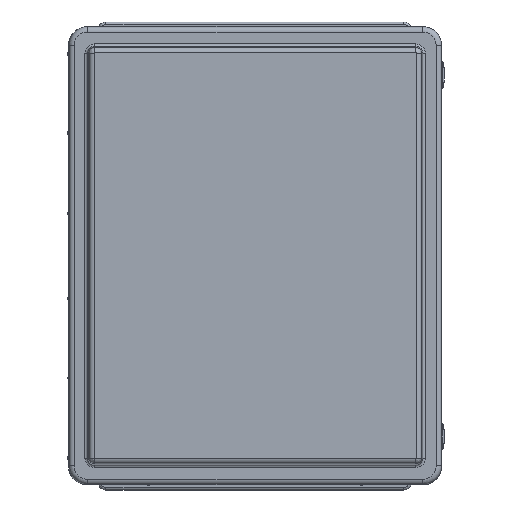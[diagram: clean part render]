
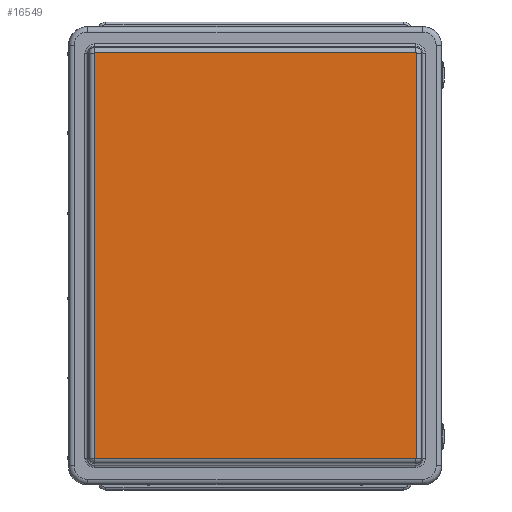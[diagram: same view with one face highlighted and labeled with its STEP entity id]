
A CAD part, top view. The second image highlights one B-rep face of the part: STEP entity #16549.
In plain terms, the highlighted planar face has unit normal (0, 0, 1).
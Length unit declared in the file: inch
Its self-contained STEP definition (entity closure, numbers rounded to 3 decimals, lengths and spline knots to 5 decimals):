
#1333=LINE($,#28424,#2636);
#1336=LINE($,#28431,#2639);
#1337=LINE($,#28464,#2640);
#1340=LINE($,#28471,#2643);
#2636=VECTOR($,#22467,19.03893);
#2639=VECTOR($,#22474,15.124);
#2640=VECTOR($,#22491,15.124);
#2643=VECTOR($,#22498,19.03893);
#3263=PLANE($,#18209);
#4973=FACE_OUTER_BOUND($,#6258,.T.);
#6258=EDGE_LOOP($,(#14683,#14684,#14685,#14686,#14687,#14688,#14689,#14690));
#7190=CIRCLE($,#18184,0.00858);
#7196=CIRCLE($,#18192,0.00858);
#7200=CIRCLE($,#18196,0.00858);
#7204=CIRCLE($,#18202,0.00858);
#8629=VERTEX_POINT($,#28413);
#8630=VERTEX_POINT($,#28415);
#8633=VERTEX_POINT($,#28422);
#8634=VERTEX_POINT($,#28427);
#8637=VERTEX_POINT($,#28442);
#8638=VERTEX_POINT($,#28455);
#8641=VERTEX_POINT($,#28462);
#8642=VERTEX_POINT($,#28467);
#10708=EDGE_CURVE($,#8629,#8630,#7190,.T.);
#10712=EDGE_CURVE($,#8633,#8629,#1333,.T.);
#10716=EDGE_CURVE($,#8630,#8634,#1336,.T.);
#10718=EDGE_CURVE($,#8637,#8633,#7196,.T.);
#10722=EDGE_CURVE($,#8634,#8638,#7200,.T.);
#10724=EDGE_CURVE($,#8641,#8637,#1337,.T.);
#10728=EDGE_CURVE($,#8638,#8642,#1340,.T.);
#10730=EDGE_CURVE($,#8642,#8641,#7204,.T.);
#14683=ORIENTED_EDGE($,*,*,#10708,.F.);
#14684=ORIENTED_EDGE($,*,*,#10712,.F.);
#14685=ORIENTED_EDGE($,*,*,#10718,.F.);
#14686=ORIENTED_EDGE($,*,*,#10724,.F.);
#14687=ORIENTED_EDGE($,*,*,#10730,.F.);
#14688=ORIENTED_EDGE($,*,*,#10728,.F.);
#14689=ORIENTED_EDGE($,*,*,#10722,.F.);
#14690=ORIENTED_EDGE($,*,*,#10716,.F.);
#16549=ADVANCED_FACE($,(#4973),#3263,.T.);
#18184=AXIS2_PLACEMENT_3D($,#28416,#22457,#22458);
#18192=AXIS2_PLACEMENT_3D($,#28444,#22477,#22478);
#18196=AXIS2_PLACEMENT_3D($,#28459,#22485,#22486);
#18202=AXIS2_PLACEMENT_3D($,#28482,#22501,#22502);
#18209=AXIS2_PLACEMENT_3D($,#28501,#22522,#22523);
#22457=DIRECTION('center_axis',(0.,0.,-1.));
#22458=DIRECTION('ref_axis',(0.707,-0.707,0.));
#22467=DIRECTION($,(0.,-1.,0.));
#22474=DIRECTION($,(-1.,0.,0.));
#22477=DIRECTION('center_axis',(0.,0.,-1.));
#22478=DIRECTION('ref_axis',(0.707,0.707,0.));
#22485=DIRECTION('center_axis',(0.,0.,-1.));
#22486=DIRECTION('ref_axis',(-0.707,-0.707,0.));
#22491=DIRECTION($,(1.,0.,0.));
#22498=DIRECTION($,(0.,1.,0.));
#22501=DIRECTION('center_axis',(0.,0.,-1.));
#22502=DIRECTION('ref_axis',(-0.707,0.707,0.));
#22522=DIRECTION('center_axis',(0.,0.,1.));
#22523=DIRECTION('ref_axis',(1.,0.,0.));
#28413=CARTESIAN_POINT('',(7.57058,-9.51947,2.625));
#28415=CARTESIAN_POINT('',(7.562,-9.52804,2.625));
#28416=CARTESIAN_POINT('Origin',(7.562,-9.51947,2.625));
#28422=CARTESIAN_POINT('',(7.57058,9.51947,2.625));
#28424=CARTESIAN_POINT($,(7.57058,9.51947,2.625));
#28427=CARTESIAN_POINT('',(-7.562,-9.52804,2.625));
#28431=CARTESIAN_POINT($,(7.562,-9.52804,2.625));
#28442=CARTESIAN_POINT('',(7.562,9.52804,2.625));
#28444=CARTESIAN_POINT('Origin',(7.562,9.51947,2.625));
#28455=CARTESIAN_POINT('',(-7.57058,-9.51947,2.625));
#28459=CARTESIAN_POINT('Origin',(-7.562,-9.51947,2.625));
#28462=CARTESIAN_POINT('',(-7.562,9.52804,2.625));
#28464=CARTESIAN_POINT($,(-7.562,9.52804,2.625));
#28467=CARTESIAN_POINT('',(-7.57058,9.51947,2.625));
#28471=CARTESIAN_POINT($,(-7.57058,-9.51947,2.625));
#28482=CARTESIAN_POINT('Origin',(-7.562,9.51947,2.625));
#28501=CARTESIAN_POINT('Origin',(0.,0.,2.625));
